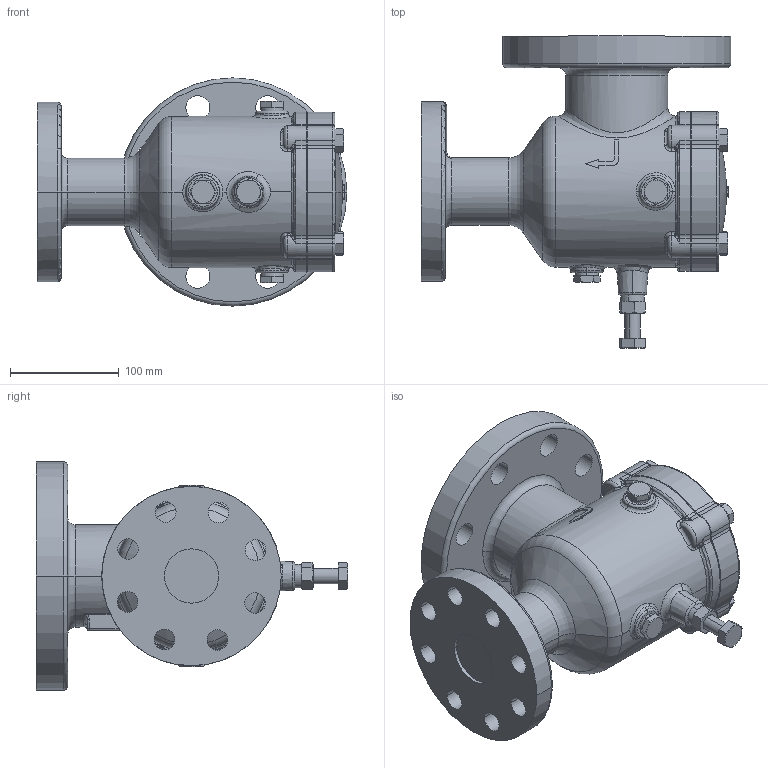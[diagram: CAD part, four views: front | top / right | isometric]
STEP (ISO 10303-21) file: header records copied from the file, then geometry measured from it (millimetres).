
FILE_DESCRIPTION (( 'STEP AP214' ), '1' );
FILE_NAME ('SD-3in_2in-250Lb.STEP', '2017-09-18T18:07:40', ( '' ), ( '' ), 'SwSTEP 2.0', 'SolidWorks 2013', '' );
FILE_SCHEMA (( 'AUTOMOTIVE_DESIGN' ));
Length unit declared in the file: inch
Products named in the file (4): X2SD-3in_2in-250Lb; X1SD-3in_2in-250Lb; SD-3in_2in-250Lb
Assembly tree (3 placements, depth 2):
  SD-3in_2in-250Lb
    SD-3in_2in-250Lb
    X1SD-3in_2in-250Lb
    X2SD-3in_2in-250Lb
Bounding box: 285 x 286.84 x 210 mm (x, y, z)
Volume: 4676783.4 mm3; surface area: 325949.4 mm2
Topology: 3 solids, 9 shells, 770 faces, 1890 edges, 1145 vertices
Faces by surface type: plane 331, cylinder 169, cone 108, bspline 79, torus 70, sphere 13
Entity records: 38893 total; most frequent: CARTESIAN_POINT 11163, DIRECTION 3742, ORIENTED_EDGE 3732, EDGE_CURVE 1866, AXIS2_PLACEMENT_3D 1566, VERTEX_POINT 1145, CIRCLE 869, EDGE_LOOP 841
